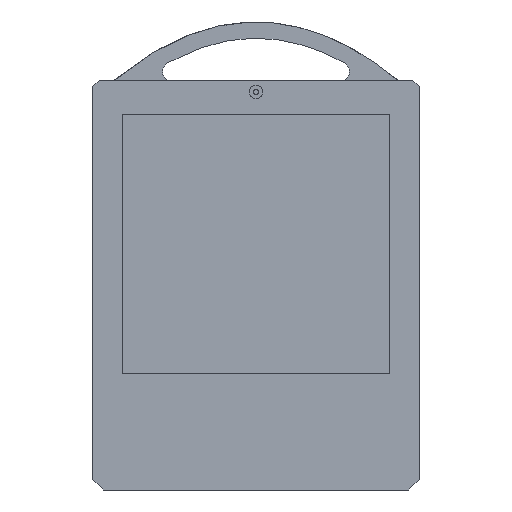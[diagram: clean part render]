
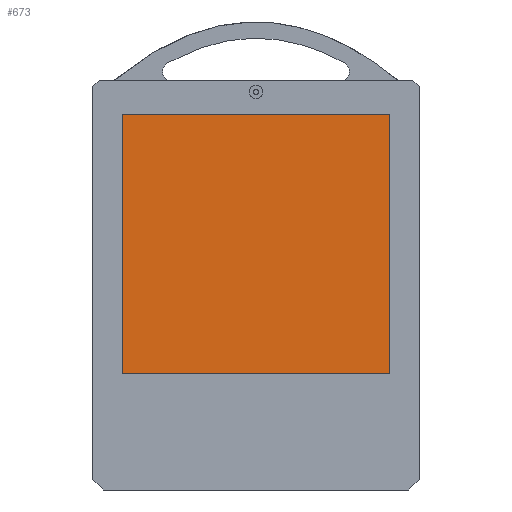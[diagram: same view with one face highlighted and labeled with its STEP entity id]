
A CAD part, front view. The second image highlights one B-rep face of the part: STEP entity #673.
In plain terms, the highlighted planar face has unit normal (0, -1, 0).
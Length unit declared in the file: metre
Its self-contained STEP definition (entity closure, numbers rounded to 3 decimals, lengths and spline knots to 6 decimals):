
#673 = ADVANCED_FACE( '', ( #1492 ), #1493, .F. );
#1492 = FACE_OUTER_BOUND( '', #2581, .T. );
#1493 = PLANE( '', #2582 );
#2581 = EDGE_LOOP( '', ( #4552, #4553, #4554, #4555 ) );
#2582 = AXIS2_PLACEMENT_3D( '', #4556, #4557, #4558 );
#4552 = ORIENTED_EDGE( '', *, *, #6014, .F. );
#4553 = ORIENTED_EDGE( '', *, *, #6511, .F. );
#4554 = ORIENTED_EDGE( '', *, *, #5922, .T. );
#4555 = ORIENTED_EDGE( '', *, *, #6089, .T. );
#4556 = CARTESIAN_POINT( '', ( 0., -0.03, 0.1359 ) );
#4557 = DIRECTION( '', ( 0., 1., 0. ) );
#4558 = DIRECTION( '', ( 0., 0., 1. ) );
#5922 = EDGE_CURVE( '', #7122, #7120, #7123, .T. );
#6014 = EDGE_CURVE( '', #7277, #7273, #7279, .T. );
#6089 = EDGE_CURVE( '', #7120, #7273, #7397, .T. );
#6511 = EDGE_CURVE( '', #7122, #7277, #8015, .T. );
#7120 = VERTEX_POINT( '', #8814 );
#7122 = VERTEX_POINT( '', #8817 );
#7123 = LINE( '', #8818, #8819 );
#7273 = VERTEX_POINT( '', #9072 );
#7277 = VERTEX_POINT( '', #9078 );
#7279 = LINE( '', #9081, #9082 );
#7397 = LINE( '', #9248, #9249 );
#8015 = LINE( '', #10222, #10223 );
#8814 = CARTESIAN_POINT( '', ( -0.06567, -0.03, 0.0059 ) );
#8817 = CARTESIAN_POINT( '', ( -0.06567, -0.03, 0.1359 ) );
#8818 = CARTESIAN_POINT( '', ( -0.06567, -0.03, 0.070885 ) );
#8819 = VECTOR( '', #10959, 1. );
#9072 = CARTESIAN_POINT( '', ( 0.06567, -0.03, 0.0059 ) );
#9078 = CARTESIAN_POINT( '', ( 0.06567, -0.03, 0.1359 ) );
#9081 = CARTESIAN_POINT( '', ( 0.06567, -0.03, 0.070885 ) );
#9082 = VECTOR( '', #11057, 1. );
#9248 = CARTESIAN_POINT( '', ( 0., -0.03, 0.0059 ) );
#9249 = VECTOR( '', #11152, 1. );
#10222 = CARTESIAN_POINT( '', ( 0., -0.03, 0.1359 ) );
#10223 = VECTOR( '', #11586, 1. );
#10959 = DIRECTION( '', ( 0., 0., -1. ) );
#11057 = DIRECTION( '', ( 0., 0., -1. ) );
#11152 = DIRECTION( '', ( 1., 0., 0. ) );
#11586 = DIRECTION( '', ( 1., 0., 0. ) );
